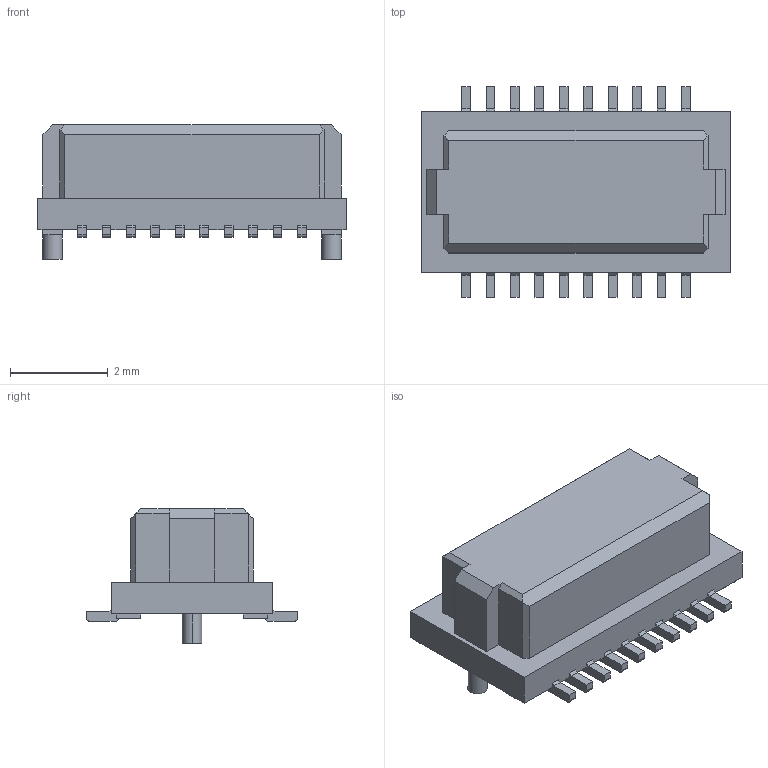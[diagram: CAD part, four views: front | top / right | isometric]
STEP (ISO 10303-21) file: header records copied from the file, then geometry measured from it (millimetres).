
FILE_DESCRIPTION(('Open CASCADE Model'),'2;1');
FILE_NAME('Open CASCADE Shape Model','2013-03-19T20:35:19',('Author'),( 'Open CASCADE'),'Open CASCADE STEP processor 6.5','Open CASCADE 6.5' ,'Unknown');
FILE_SCHEMA(('AUTOMOTIVE_DESIGN_CC2 { 1 2 10303 214 -1 1 5 4 }'));
Length unit declared in the file: millimetre
Products named in the file (1): _0R_JMCS_G_B_TF_S_
Bounding box: 6.3 x 4.3 x 2.75 mm (x, y, z)
Volume: 35.1 mm3; surface area: 89.3 mm2
Topology: 1 solids, 1 shells, 217 faces, 620 edges, 412 vertices
Faces by surface type: plane 193, cylinder 24
Entity records: 15663 total; most frequent: CARTESIAN_POINT 3312, DIRECTION 2242, LINE 1668, VECTOR 1668, ORIENTED_EDGE 1240, PCURVE 1240, DEFINITIONAL_REPRESENTATION 1240, EDGE_CURVE 620
